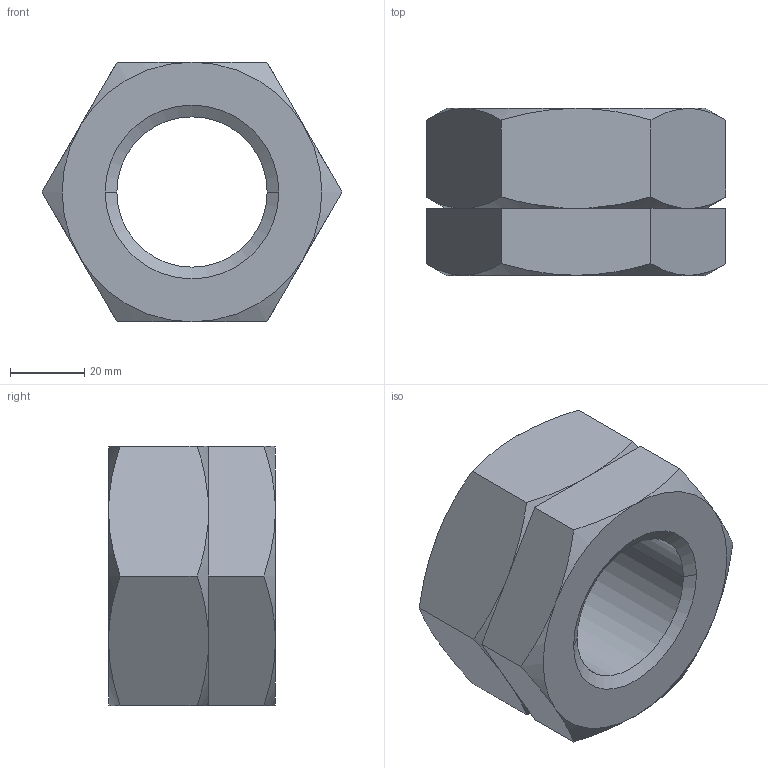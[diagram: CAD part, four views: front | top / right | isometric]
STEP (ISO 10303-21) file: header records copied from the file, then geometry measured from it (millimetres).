
FILE_DESCRIPTION((''),'2;1');
FILE_NAME('0RTHN045_____0','2019-10-29T14:22:29',('kim.bk'),(''),'CREO PARAMETRIC BY PTC INC, 2019010','CREO PARAMETRIC BY PTC INC, 2019010','');
FILE_SCHEMA(('CONFIG_CONTROL_DESIGN'));
Length unit declared in the file: millimetre
Products named in the file (1): 0RTHN045_____0
Bounding box: 80.83 x 45 x 70 mm (x, y, z)
Volume: 130749.7 mm3; surface area: 31012.3 mm2
Topology: 2 solids, 2 shells, 308 faces, 842 edges, 556 vertices
Faces by surface type: plane 278, cone 26, cylinder 4
Entity records: 9768 total; most frequent: CARTESIAN_POINT 1946, ORIENTED_EDGE 1684, DIRECTION 1460, EDGE_CURVE 842, VECTOR 768, LINE 768, VERTEX_POINT 556, AXIS2_PLACEMENT_3D 346
